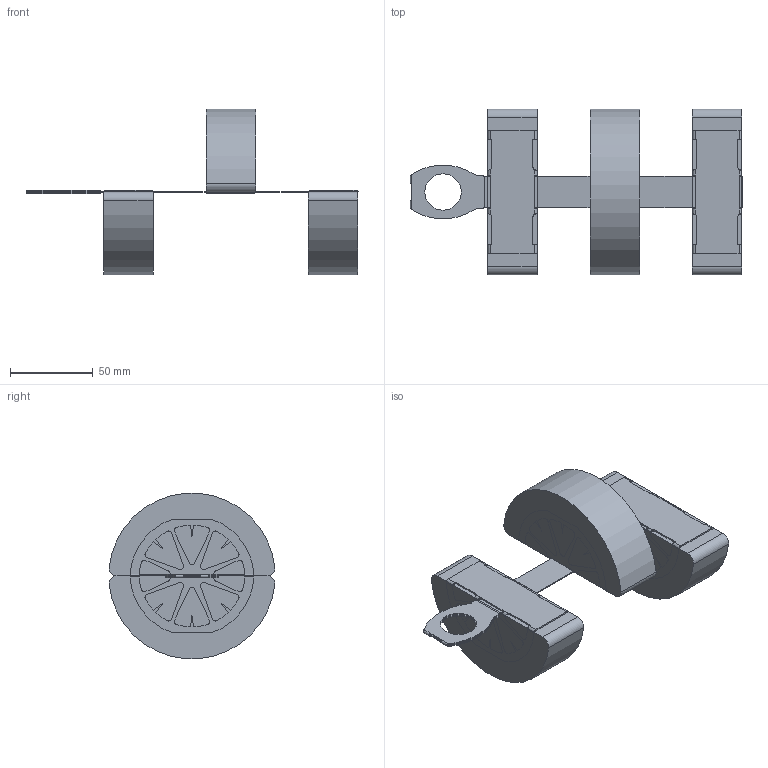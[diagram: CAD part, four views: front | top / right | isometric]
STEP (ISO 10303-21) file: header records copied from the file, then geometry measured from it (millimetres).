
FILE_DESCRIPTION(/* description */ ('Stålband'),/* implementation_level */ '2;1');
FILE_NAME(/* name */ 'HLLF-01.stp',/* time_stamp */ '2016-05-10T15:44:26+02:00',/* author */ ('TW'),/* organization */ (''),/* preprocessor_version */ 'ST-DEVELOPER v15.6',/* originating_system */ 'Autodesk Inventor 2015',/* authorisation */ '');
FILE_SCHEMA (('AUTOMOTIVE_DESIGN { 1 0 10303 214 3 1 1 }'));
Length unit declared in the file: millimetre
Products named in the file (5): HLLF-AD-01; HLLF-AC-01; HLLF-AA-01; HLLF-AB-01; HLLF-01
Assembly tree (8 placements, depth 2):
  HLLF-01
    HLLF-AD-01
    HLLF-AC-01
    HLLF-AA-01  x3
    HLLF-AB-01  x3
Bounding box: 201 x 100.43 x 100.03 mm (x, y, z)
Volume: 372863.6 mm3; surface area: 83183.5 mm2
Topology: 8 solids, 8 shells, 534 faces, 1448 edges, 892 vertices
Faces by surface type: cylinder 253, plane 245, bspline 36
Full cylindrical faces by diameter (mm): 22 x2
Entity records: 7836 total; most frequent: CARTESIAN_POINT 1889, ORIENTED_EDGE 1236, DIRECTION 1206, EDGE_CURVE 618, AXIS2_PLACEMENT_3D 417, VERTEX_POINT 380, LINE 372, VECTOR 372
